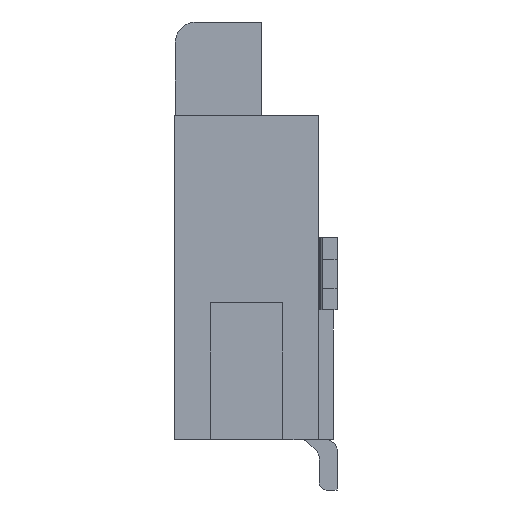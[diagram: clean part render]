
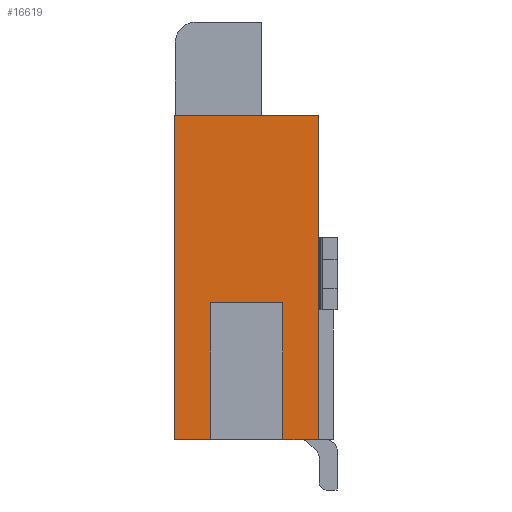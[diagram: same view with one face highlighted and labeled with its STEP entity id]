
A CAD part, left-side view. The second image highlights one B-rep face of the part: STEP entity #16619.
In plain terms, the highlighted planar face has unit normal (-1, 0, 0).
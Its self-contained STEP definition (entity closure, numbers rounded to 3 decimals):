
#6169=EDGE_CURVE('',#9091,#7643,#18023,.T.);
#6885=EDGE_CURVE('',#15681,#15629,#18802,.T.);
#7643=VERTEX_POINT('',#19637);
#7779=EDGE_CURVE('',#11053,#9091,#19780,.T.);
#8635=VERTEX_POINT('',#20733);
#9091=VERTEX_POINT('',#21228);
#9277=EDGE_CURVE('',#7643,#8635,#21431,.T.);
#9431=VERTEX_POINT('',#21594);
#9831=EDGE_CURVE('',#9431,#11053,#22028,.T.);
#11053=VERTEX_POINT('',#23360);
#11283=EDGE_CURVE('',#8635,#11519,#23609,.T.);
#11519=VERTEX_POINT('',#23865);
#12961=EDGE_CURVE('',#9431,#15629,#25422,.T.);
#15629=VERTEX_POINT('',#28337);
#15681=VERTEX_POINT('',#28393);
#16619=ADVANCED_FACE('',(#29421),#29422,.T.);
#17477=EDGE_CURVE('',#11519,#15681,#30392,.T.);
#18023=LINE('',#31088,#31089);
#18802=LINE('',#32214,#32215);
#19637=CARTESIAN_POINT('',(-9.55,0.7,-2.6));
#19780=LINE('',#33618,#33619);
#20733=CARTESIAN_POINT('',(-9.55,0.7,-4.5));
#21228=CARTESIAN_POINT('',(-9.55,1.7,-2.6));
#21431=LINE('',#36002,#36003);
#21594=CARTESIAN_POINT('',(-9.55,2.2,-4.5));
#22028=LINE('',#36864,#36865);
#23360=CARTESIAN_POINT('',(-9.55,1.7,-4.5));
#23609=LINE('',#39133,#39134);
#23865=CARTESIAN_POINT('',(-9.55,0.21,-4.5));
#25422=LINE('',#41768,#41769);
#28337=CARTESIAN_POINT('',(-9.55,2.2,0.0));
#28393=CARTESIAN_POINT('',(-9.55,0.21,0.0));
#29421=FACE_OUTER_BOUND('',#47446,.T.);
#29422=PLANE('',#47447);
#30392=LINE('',#48793,#48794);
#31088=CARTESIAN_POINT('',(-9.55,0.705,-2.6));
#31089=VECTOR('',#49434,1.0);
#32214=CARTESIAN_POINT('',(-9.55,2.2,0.0));
#32215=VECTOR('',#50291,1.0);
#33618=CARTESIAN_POINT('',(-9.55,1.7,-4.025));
#33619=VECTOR('',#51298,1.0);
#36002=CARTESIAN_POINT('',(-9.55,0.7,-4.025));
#36003=VECTOR('',#53004,1.0);
#36864=CARTESIAN_POINT('',(-9.55,2.2,-4.5));
#36865=VECTOR('',#53558,1.0);
#39133=CARTESIAN_POINT('',(-9.55,2.2,-4.5));
#39134=VECTOR('',#55176,1.0);
#41768=CARTESIAN_POINT('',(-9.55,2.2,-4.5));
#41769=VECTOR('',#56935,1.0);
#47446=EDGE_LOOP('',(#61190,#61191,#61192,#61193,#61194,#61195,#61196,#61197));
#47447=AXIS2_PLACEMENT_3D('',#61198,#61199,#61200);
#48793=CARTESIAN_POINT('',(-9.55,0.21,-4.5));
#48794=VECTOR('',#62349,1.0);
#49434=DIRECTION('',(0.0,-1.0,0.0));
#50291=DIRECTION('',(0.0,1.0,0.0));
#51298=DIRECTION('',(0.0,0.0,1.0));
#53004=DIRECTION('',(0.0,0.0,-1.0));
#53558=DIRECTION('',(0.0,-1.0,0.0));
#55176=DIRECTION('',(0.0,-1.0,0.0));
#56935=DIRECTION('',(0.0,0.0,1.0));
#61190=ORIENTED_EDGE('',*,*,#7779,.T.);
#61191=ORIENTED_EDGE('',*,*,#6169,.T.);
#61192=ORIENTED_EDGE('',*,*,#9277,.T.);
#61193=ORIENTED_EDGE('',*,*,#11283,.T.);
#61194=ORIENTED_EDGE('',*,*,#17477,.T.);
#61195=ORIENTED_EDGE('',*,*,#6885,.T.);
#61196=ORIENTED_EDGE('',*,*,#12961,.F.);
#61197=ORIENTED_EDGE('',*,*,#9831,.T.);
#61198=CARTESIAN_POINT('',(-9.55,0.21,-4.5));
#61199=DIRECTION('',(-1.0,0.0,0.0));
#61200=DIRECTION('',(0.0,-1.0,0.0));
#62349=DIRECTION('',(0.0,0.0,1.0));
